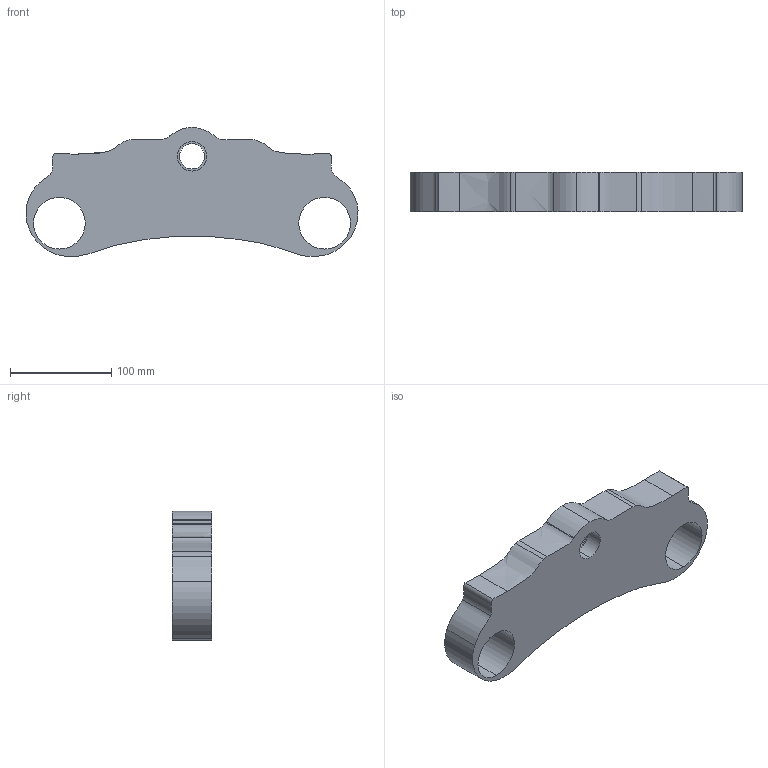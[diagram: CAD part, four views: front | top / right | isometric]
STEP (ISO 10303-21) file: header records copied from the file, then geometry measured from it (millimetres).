
FILE_DESCRIPTION (( 'STEP AP214' ), '1' );
FILE_NAME ('FORK CROWN LOWER.STEP', '2022-07-26T11:10:37', ( 'Dell' ), ( '' ), 'SwSTEP 2.0', 'SolidWorks 2018', '' );
FILE_SCHEMA (( 'AUTOMOTIVE_DESIGN' ));
Length unit declared in the file: millimetre
Products named in the file (1): FORK CROWN LOWER
Bounding box: 327.57 x 39 x 127.5 mm (x, y, z)
Volume: 1001649.1 mm3; surface area: 98587.5 mm2
Topology: 1 solids, 1 shells, 42 faces, 117 edges, 78 vertices
Faces by surface type: bspline 31, cylinder 8, plane 3
Entity records: 1569 total; most frequent: CARTESIAN_POINT 641, ORIENTED_EDGE 234, EDGE_CURVE 117, DIRECTION 95, VERTEX_POINT 78, B_SPLINE_CURVE_WITH_KNOTS 62, EDGE_LOOP 49, FACE_OUTER_BOUND 42
